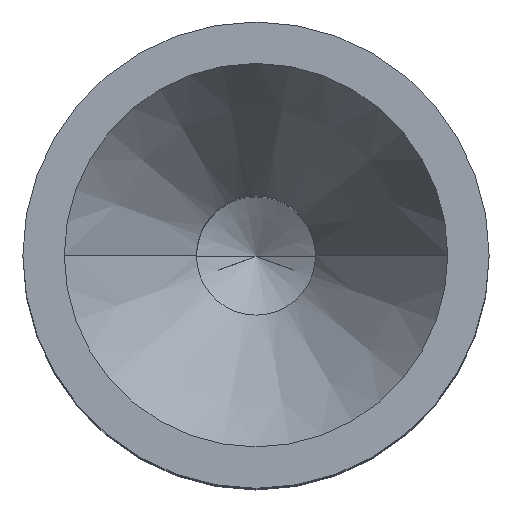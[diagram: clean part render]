
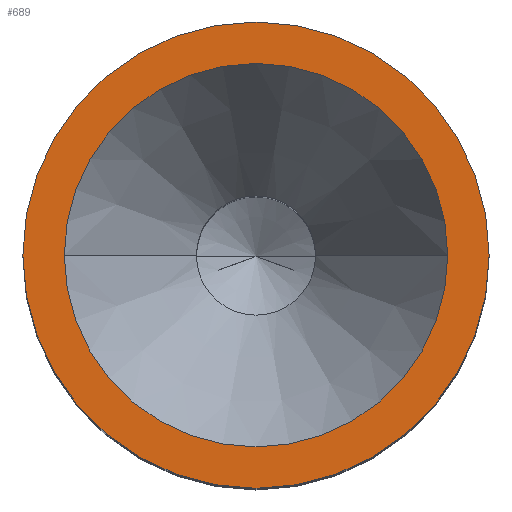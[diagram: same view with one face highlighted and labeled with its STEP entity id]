
A CAD part, top view. The second image highlights one B-rep face of the part: STEP entity #689.
In plain terms, the highlighted planar face has unit normal (0, 0, 1).
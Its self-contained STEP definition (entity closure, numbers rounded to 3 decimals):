
#201=CARTESIAN_POINT('',(0.,0.,12.498));
#202=DIRECTION('',(0.,0.,-1.));
#203=DIRECTION('',(-1.,0.,0.));
#204=AXIS2_PLACEMENT_3D('',#201,#202,#203);
#206=CARTESIAN_POINT('',(0.,0.,12.498));
#207=DIRECTION('',(0.,0.,1.));
#208=DIRECTION('',(-1.,0.,0.));
#209=AXIS2_PLACEMENT_3D('',#206,#207,#208);
#211=CARTESIAN_POINT('',(0.,0.,12.498));
#212=DIRECTION('',(0.,0.,1.));
#213=DIRECTION('',(-1.,0.,0.));
#214=AXIS2_PLACEMENT_3D('',#211,#212,#213);
#220=CARTESIAN_POINT('',(0.,0.,12.498));
#221=DIRECTION('',(0.,0.,-1.));
#222=DIRECTION('',(-1.,0.,0.));
#223=AXIS2_PLACEMENT_3D('',#220,#221,#222);
#340=CARTESIAN_POINT('',(-2.25,0.,12.498));
#342=VERTEX_POINT('',#340);
#354=CARTESIAN_POINT('',(2.25,0.,12.498));
#356=VERTEX_POINT('',#354);
#357=CARTESIAN_POINT('',(-1.85,0.,12.498));
#358=CARTESIAN_POINT('',(1.85,0.,12.498));
#359=VERTEX_POINT('',#357);
#360=VERTEX_POINT('',#358);
#674=CARTESIAN_POINT('',(0.,0.,12.498));
#675=DIRECTION('',(0.,0.,1.));
#676=DIRECTION('',(-1.,0.,0.));
#677=AXIS2_PLACEMENT_3D('',#674,#675,#676);
#678=PLANE('',#677);
#679=ORIENTED_EDGE('',*,*,#669,.T.);
#680=ORIENTED_EDGE('',*,*,#653,.F.);
#681=EDGE_LOOP('',(#679,#680));
#682=FACE_OUTER_BOUND('',#681,.F.);
#684=ORIENTED_EDGE('',*,*,#683,.T.);
#686=ORIENTED_EDGE('',*,*,#685,.F.);
#687=EDGE_LOOP('',(#684,#686));
#688=FACE_BOUND('',#687,.F.);
#689=ADVANCED_FACE('',(#682,#688),#678,.T.);
#205=CIRCLE('',#204,2.25);
#210=CIRCLE('',#209,2.25);
#215=CIRCLE('',#214,1.85);
#224=CIRCLE('',#223,1.85);
#653=EDGE_CURVE('',#342,#356,#210,.T.);
#669=EDGE_CURVE('',#342,#356,#205,.T.);
#683=EDGE_CURVE('',#359,#360,#215,.T.);
#685=EDGE_CURVE('',#359,#360,#224,.T.);
